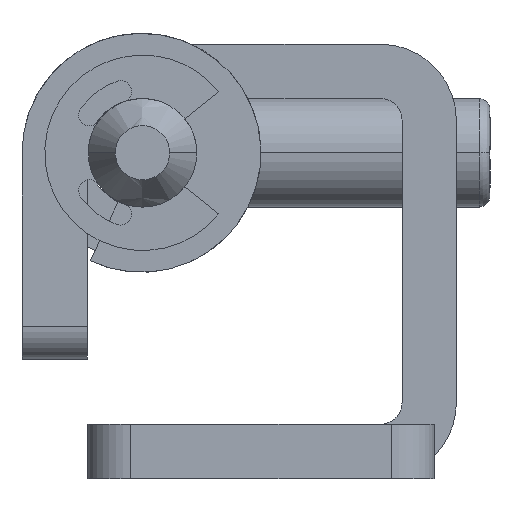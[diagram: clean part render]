
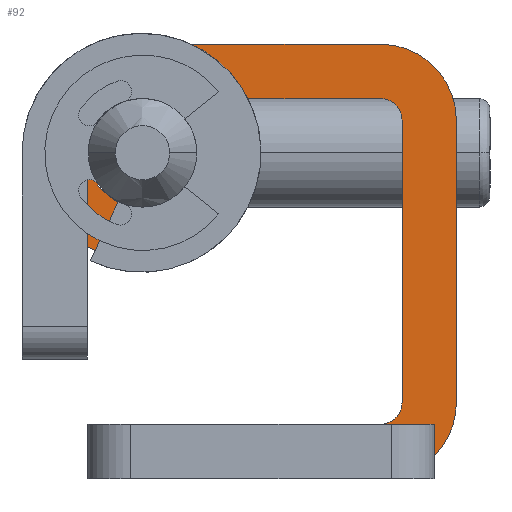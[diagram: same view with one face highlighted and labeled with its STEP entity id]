
A CAD part, front view. The second image highlights one B-rep face of the part: STEP entity #92.
In plain terms, the highlighted planar face has unit normal (0, -1, 0).
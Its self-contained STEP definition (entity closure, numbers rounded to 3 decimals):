
#92=ADVANCED_FACE('',(#188),#1592,.T.);
#188=FACE_OUTER_BOUND('',#288,.T.);
#288=EDGE_LOOP('',(#589,#590,#591,#592,#593,#594,#595,#596,#597,#598,#599,
#600,#601));
#589=ORIENTED_EDGE('',*,*,#983,.T.);
#590=ORIENTED_EDGE('',*,*,#984,.T.);
#591=ORIENTED_EDGE('',*,*,#986,.T.);
#592=ORIENTED_EDGE('',*,*,#923,.T.);
#593=ORIENTED_EDGE('',*,*,#926,.T.);
#594=ORIENTED_EDGE('',*,*,#929,.T.);
#595=ORIENTED_EDGE('',*,*,#932,.T.);
#596=ORIENTED_EDGE('',*,*,#935,.T.);
#597=ORIENTED_EDGE('',*,*,#938,.T.);
#598=ORIENTED_EDGE('',*,*,#941,.T.);
#599=ORIENTED_EDGE('',*,*,#944,.T.);
#600=ORIENTED_EDGE('',*,*,#947,.T.);
#601=ORIENTED_EDGE('',*,*,#950,.T.);
#923=EDGE_CURVE('',#1481,#1484,#1102,.T.);
#926=EDGE_CURVE('',#1484,#1486,#1234,.T.);
#929=EDGE_CURVE('',#1486,#1488,#1105,.T.);
#932=EDGE_CURVE('',#1488,#1490,#1236,.T.);
#935=EDGE_CURVE('',#1490,#1492,#1108,.T.);
#938=EDGE_CURVE('',#1492,#1494,#1238,.T.);
#941=EDGE_CURVE('',#1494,#1496,#1111,.T.);
#944=EDGE_CURVE('',#1496,#1498,#1240,.T.);
#947=EDGE_CURVE('',#1498,#1500,#1114,.T.);
#950=EDGE_CURVE('',#1500,#1502,#1242,.T.);
#983=EDGE_CURVE('',#1502,#1512,#1134,.T.);
#984=EDGE_CURVE('',#1512,#1510,#1171,.T.);
#986=EDGE_CURVE('',#1510,#1481,#1250,.T.);
#1102=B_SPLINE_CURVE_WITH_KNOTS('',1,(#2785,#2786),.UNSPECIFIED.,.F.,.F.,
(2,2),(-42.524,-29.524),.UNSPECIFIED.);
#1105=B_SPLINE_CURVE_WITH_KNOTS('',1,(#2799,#2800),.UNSPECIFIED.,.F.,.F.,
(2,2),(-24.026,-13.026),.UNSPECIFIED.);
#1108=B_SPLINE_CURVE_WITH_KNOTS('',1,(#2813,#2814),.UNSPECIFIED.,.F.,.F.,
(2,2),(0.,2.5),.UNSPECIFIED.);
#1111=B_SPLINE_CURVE_WITH_KNOTS('',1,(#2827,#2828),.UNSPECIFIED.,.F.,.F.,
(2,2),(15.526,26.526),.UNSPECIFIED.);
#1114=B_SPLINE_CURVE_WITH_KNOTS('',1,(#2841,#2842),.UNSPECIFIED.,.F.,.F.,
(2,2),(28.097,41.097),.UNSPECIFIED.);
#1134=B_SPLINE_CURVE_WITH_KNOTS('',1,(#2945,#2946),.UNSPECIFIED.,.F.,.F.,
(2,2),(0.,2.502),.UNSPECIFIED.);
#1171=(
BOUNDED_CURVE()
B_SPLINE_CURVE(1,(#2947,#2948),.UNSPECIFIED.,.F.,.F.)
B_SPLINE_CURVE_WITH_KNOTS((2,2),(45.167,46.614),
 .UNSPECIFIED.)
CURVE()
GEOMETRIC_REPRESENTATION_ITEM()
RATIONAL_B_SPLINE_CURVE((1.,1.))
REPRESENTATION_ITEM('')
);
#1234=TRIMMED_CURVE($,#1348,(#2793),(#2794),.T.,.CARTESIAN.);
#1236=TRIMMED_CURVE($,#1350,(#2807),(#2808),.T.,.CARTESIAN.);
#1238=TRIMMED_CURVE($,#1352,(#2821),(#2822),.T.,.CARTESIAN.);
#1240=TRIMMED_CURVE($,#1354,(#2835),(#2836),.T.,.CARTESIAN.);
#1242=TRIMMED_CURVE($,#1356,(#2849),(#2850),.T.,.CARTESIAN.);
#1250=TRIMMED_CURVE($,#1364,(#2953),(#2954),.T.,.CARTESIAN.);
#1348=CIRCLE('',#1856,3.5);
#1350=CIRCLE('',#1858,5.);
#1352=CIRCLE('',#1860,2.5);
#1354=CIRCLE('',#1862,1.);
#1356=CIRCLE('',#1864,1.);
#1364=CIRCLE('',#1872,3.5);
#1481=VERTEX_POINT('',#2691);
#1484=VERTEX_POINT('',#2694);
#1486=VERTEX_POINT('',#2696);
#1488=VERTEX_POINT('',#2698);
#1490=VERTEX_POINT('',#2700);
#1492=VERTEX_POINT('',#2702);
#1494=VERTEX_POINT('',#2704);
#1496=VERTEX_POINT('',#2706);
#1498=VERTEX_POINT('',#2708);
#1500=VERTEX_POINT('',#2710);
#1502=VERTEX_POINT('',#2712);
#1510=VERTEX_POINT('',#2720);
#1512=VERTEX_POINT('',#2722);
#1592=PLANE('',#1827);
#1827=AXIS2_PLACEMENT_3D('',#2603,#2066,$);
#1856=AXIS2_PLACEMENT_3D($,#2792,#2101,#2102);
#1858=AXIS2_PLACEMENT_3D($,#2806,#2105,#2106);
#1860=AXIS2_PLACEMENT_3D($,#2820,#2109,#2110);
#1862=AXIS2_PLACEMENT_3D($,#2834,#2113,#2114);
#1864=AXIS2_PLACEMENT_3D($,#2848,#2117,#2118);
#1872=AXIS2_PLACEMENT_3D($,#2952,#2133,#2134);
#2066=DIRECTION('',(0.,-1.,0.));
#2101=DIRECTION('',(0.,-1.,0.));
#2102=DIRECTION('',(1.,0.,0.));
#2105=DIRECTION('',(0.,-1.,0.));
#2106=DIRECTION('',(0.,0.,1.));
#2109=DIRECTION('',(0.,1.,0.));
#2110=DIRECTION('',(0.879,0.,0.478));
#2113=DIRECTION('',(0.,1.,0.));
#2114=DIRECTION('',(0.,0.,1.));
#2117=DIRECTION('',(0.,1.,0.));
#2118=DIRECTION('',(1.,0.,0.));
#2133=DIRECTION('',(0.,-1.,0.));
#2134=DIRECTION('',(0.715,0.,-0.699));
#2603=CARTESIAN_POINT('',(-30.833,29.33,4.901));
#2691=CARTESIAN_POINT('',(-10.299,29.33,-11.799));
#2694=CARTESIAN_POINT('',(-10.299,29.33,1.201));
#2696=CARTESIAN_POINT('',(-13.799,29.33,4.701));
#2698=CARTESIAN_POINT('',(-24.799,29.33,4.701));
#2700=CARTESIAN_POINT('',(-20.406,29.33,2.089));
#2702=CARTESIAN_POINT('',(-22.602,29.33,0.895));
#2704=CARTESIAN_POINT('',(-24.799,29.33,2.201));
#2706=CARTESIAN_POINT('',(-13.799,29.33,2.201));
#2708=CARTESIAN_POINT('',(-12.799,29.33,1.201));
#2710=CARTESIAN_POINT('',(-12.799,29.33,-11.799));
#2712=CARTESIAN_POINT('',(-13.799,29.33,-12.799));
#2720=CARTESIAN_POINT('',(-11.296,29.33,-14.247));
#2722=CARTESIAN_POINT('',(-11.296,29.33,-12.799));
#2785=CARTESIAN_POINT('',(-10.299,29.33,-11.799));
#2786=CARTESIAN_POINT('',(-10.299,29.33,1.201));
#2792=CARTESIAN_POINT('',(-13.799,29.33,1.201));
#2793=CARTESIAN_POINT('',(-10.299,29.33,1.201));
#2794=CARTESIAN_POINT('',(-13.799,29.33,4.701));
#2799=CARTESIAN_POINT('',(-13.799,29.33,4.701));
#2800=CARTESIAN_POINT('',(-24.799,29.33,4.701));
#2806=CARTESIAN_POINT('',(-24.799,29.33,-0.299));
#2807=CARTESIAN_POINT('',(-24.799,29.33,4.701));
#2808=CARTESIAN_POINT('',(-20.406,29.33,2.089));
#2813=CARTESIAN_POINT('',(-20.406,29.33,2.089));
#2814=CARTESIAN_POINT('',(-22.602,29.33,0.895));
#2820=CARTESIAN_POINT('',(-24.799,29.33,-0.299));
#2821=CARTESIAN_POINT('',(-22.602,29.33,0.895));
#2822=CARTESIAN_POINT('',(-24.799,29.33,2.201));
#2827=CARTESIAN_POINT('',(-24.799,29.33,2.201));
#2828=CARTESIAN_POINT('',(-13.799,29.33,2.201));
#2834=CARTESIAN_POINT('',(-13.799,29.33,1.201));
#2835=CARTESIAN_POINT('',(-13.799,29.33,2.201));
#2836=CARTESIAN_POINT('',(-12.799,29.33,1.201));
#2841=CARTESIAN_POINT('',(-12.799,29.33,1.201));
#2842=CARTESIAN_POINT('',(-12.799,29.33,-11.799));
#2848=CARTESIAN_POINT('',(-13.799,29.33,-11.799));
#2849=CARTESIAN_POINT('',(-12.799,29.33,-11.799));
#2850=CARTESIAN_POINT('',(-13.799,29.33,-12.799));
#2945=CARTESIAN_POINT('',(-13.799,29.33,-12.799));
#2946=CARTESIAN_POINT('',(-11.296,29.33,-12.799));
#2947=CARTESIAN_POINT('',(-11.296,29.33,-12.799));
#2948=CARTESIAN_POINT('',(-11.296,29.33,-14.247));
#2952=CARTESIAN_POINT('',(-13.799,29.33,-11.799));
#2953=CARTESIAN_POINT('',(-11.296,29.33,-14.247));
#2954=CARTESIAN_POINT('',(-10.299,29.33,-11.799));
